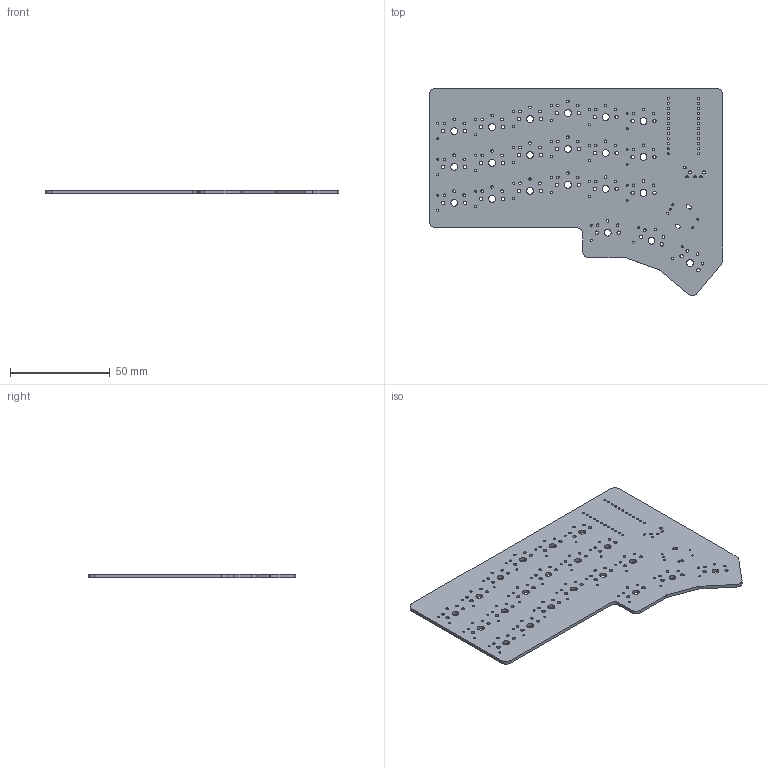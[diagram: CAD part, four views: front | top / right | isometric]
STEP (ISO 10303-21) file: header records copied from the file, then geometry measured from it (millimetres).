
FILE_DESCRIPTION(('KiCad electronic assembly'),'2;1');
FILE_NAME('cholatte.step','2022-11-12T23:54:34',('Pcbnew'),('Kicad'), 'Open CASCADE STEP processor 7.6','KiCad to STEP converter','Unknown' );
FILE_SCHEMA(('AUTOMOTIVE_DESIGN { 1 0 10303 214 1 1 1 1 }'));
Length unit declared in the file: millimetre
Products named in the file (2): cholatte 1; _autosave-cholatte PCB
Assembly tree (1 placements, depth 2):
  cholatte 1
    _autosave-cholatte PCB
Bounding box: 147.19 x 104.17 x 1.6 mm (x, y, z)
Volume: 18161.4 mm3; surface area: 25013.3 mm2
Topology: 1 solids, 1 shells, 245 faces, 729 edges, 486 vertices
Faces by surface type: cylinder 221, plane 24
Full cylindrical faces by diameter (mm): 0.991 x42, 1 x5, 1.092 x24, 1.27 x63, 1.5 x2, 1.702 x42, 3.429 x21
Entity records: 18829 total; most frequent: DIRECTION 3123, CARTESIAN_POINT 2920, ORIENTED_EDGE 1458, PCURVE 1458, DEFINITIONAL_REPRESENTATION 1458, LINE 1303, VECTOR 1303, CIRCLE 884
